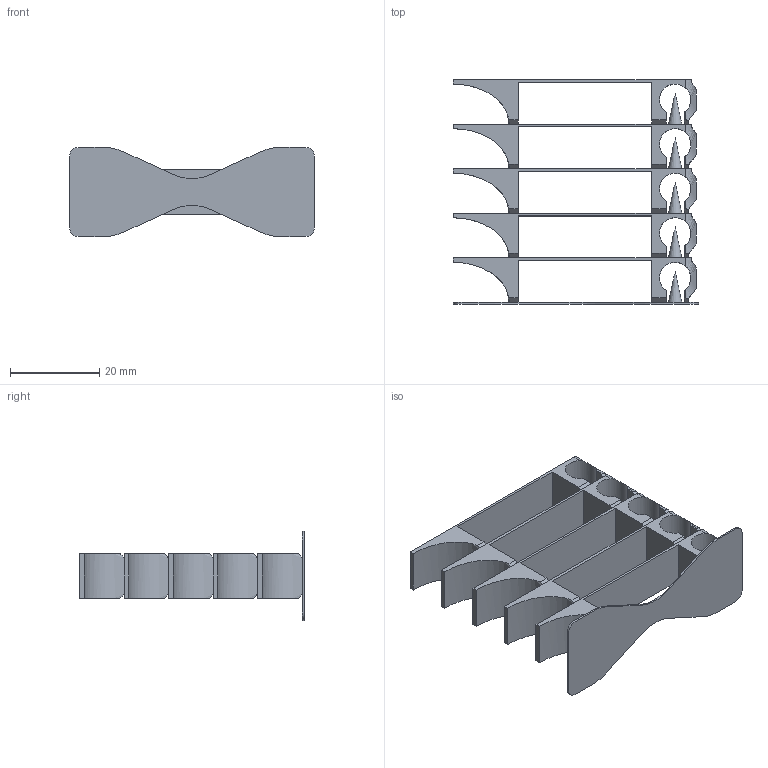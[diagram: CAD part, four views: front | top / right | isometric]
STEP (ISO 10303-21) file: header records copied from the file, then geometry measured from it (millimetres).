
FILE_DESCRIPTION(/* description */ (''),/* implementation_level */ '2;1');
FILE_NAME(/* name */ 'TemperatureTower5.stp',/* time_stamp */ '2022-11-16T21:22:35+01:00',/* author */ ('borod'),/* organization */ (''),/* preprocessor_version */ 'ST-DEVELOPER v19',/* originating_system */ 'Autodesk Inventor 2023',/* authorisation */ '');
FILE_SCHEMA (('AUTOMOTIVE_DESIGN { 1 0 10303 214 3 1 1 }'));
Length unit declared in the file: millimetre
Products named in the file (3): FullTower; Base; Floor
Assembly tree (6 placements, depth 2):
  FullTower
    Base
    Floor  x5
Bounding box: 55 x 50.4 x 20 mm (x, y, z)
Volume: 6334.5 mm3; surface area: 10924.5 mm2
Topology: 11 solids, 11 shells, 167 faces, 470 edges, 340 vertices
Faces by surface type: plane 117, cylinder 35, bspline 10, cone 5
Entity records: 1959 total; most frequent: CARTESIAN_POINT 442, DIRECTION 300, ORIENTED_EDGE 274, EDGE_CURVE 137, AXIS2_PLACEMENT_3D 103, LINE 94, VECTOR 94, VERTEX_POINT 92
